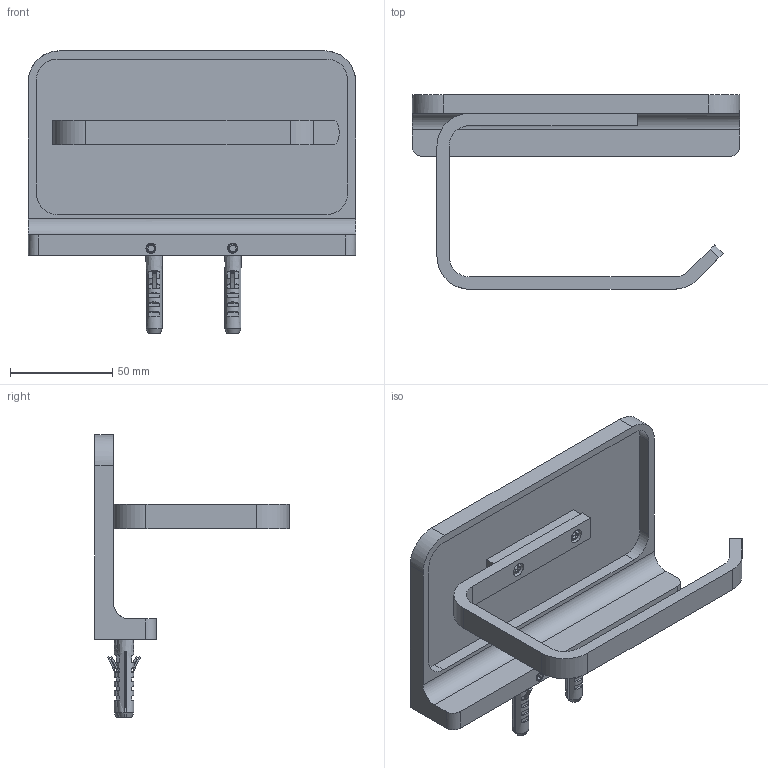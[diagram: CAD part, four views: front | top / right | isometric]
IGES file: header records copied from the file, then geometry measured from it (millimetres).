
Global section: file name: 47b05db2-67e8-4376-aff5-6cf60b934b43; native system: unknown; preprocessor: unknown; author: unknown; organization: unknown; date: 20200109.123142; units: millimetre
Bounding box: 160 x 95 x 138 mm (x, y, z)
Volume: 114520 mm3; surface area: 70027.2 mm2
Topology: 11 solids, 11 shells, 503 faces, 1318 edges, 864 vertices
Faces by surface type: bspline 503
